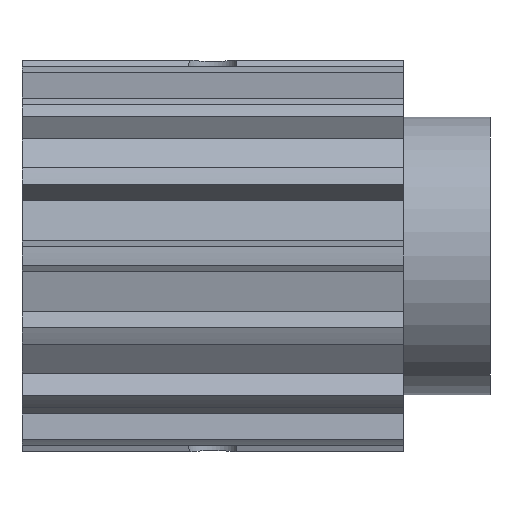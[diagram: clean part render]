
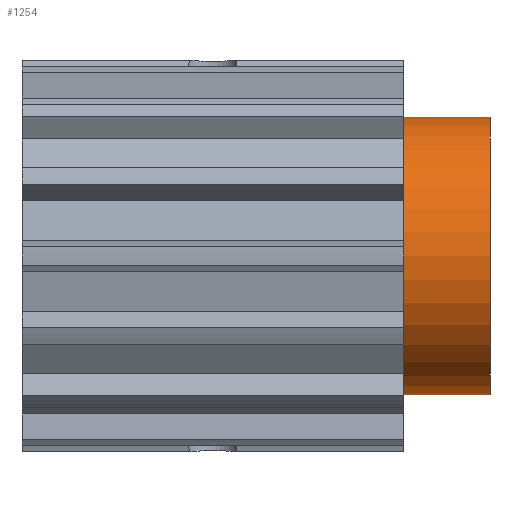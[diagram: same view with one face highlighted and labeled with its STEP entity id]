
A CAD part, front view. The second image highlights one B-rep face of the part: STEP entity #1254.
In plain terms, the highlighted cylindrical face has radius 8 mm (diameter 16 mm), a partial arc.
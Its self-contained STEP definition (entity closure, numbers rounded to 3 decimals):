
#18 = EDGE_CURVE ( 'NONE', #2392, #775, #2056, .T. ) ;
#68 = DIRECTION ( 'NONE',  ( -1., 0., 0. ) ) ;
#91 = CARTESIAN_POINT ( 'NONE',  ( 0., 0., 8. ) ) ;
#119 = VECTOR ( 'NONE', #1345, 1000. ) ;
#171 = VERTEX_POINT ( 'NONE', #91 ) ;
#179 = ORIENTED_EDGE ( 'NONE', *, *, #2300, .T. ) ;
#225 = AXIS2_PLACEMENT_3D ( 'NONE', #695, #68, #1485 ) ;
#322 = FACE_OUTER_BOUND ( 'NONE', #1071, .T. ) ;
#351 = CARTESIAN_POINT ( 'NONE',  ( -12.255, 0., -8. ) ) ;
#541 = CARTESIAN_POINT ( 'NONE',  ( -12.255, 0., 0. ) ) ;
#601 = CARTESIAN_POINT ( 'NONE',  ( -5., 0., 8. ) ) ;
#622 = EDGE_CURVE ( 'NONE', #171, #775, #781, .T. ) ;
#695 = CARTESIAN_POINT ( 'NONE',  ( -5., 0., 0. ) ) ;
#734 = LINE ( 'NONE', #351, #119 ) ;
#773 = DIRECTION ( 'NONE',  ( -1., 0., 0. ) ) ;
#775 = VERTEX_POINT ( 'NONE', #601 ) ;
#781 = LINE ( 'NONE', #2534, #839 ) ;
#835 = ORIENTED_EDGE ( 'NONE', *, *, #18, .F. ) ;
#839 = VECTOR ( 'NONE', #1466, 1000. ) ;
#1071 = EDGE_LOOP ( 'NONE', ( #2612, #179, #2127, #835 ) ) ;
#1254 = ADVANCED_FACE ( 'NONE', ( #322 ), #1880, .T. ) ;
#1345 = DIRECTION ( 'NONE',  ( -1., 0., 0. ) ) ;
#1466 = DIRECTION ( 'NONE',  ( -1., 0., 0. ) ) ;
#1485 = DIRECTION ( 'NONE',  ( 0., 0., 1. ) ) ;
#1545 = AXIS2_PLACEMENT_3D ( 'NONE', #541, #1773, #1562 ) ;
#1562 = DIRECTION ( 'NONE',  ( 0., 0., 1. ) ) ;
#1608 = CARTESIAN_POINT ( 'NONE',  ( -5., 0., -8. ) ) ;
#1630 = CARTESIAN_POINT ( 'NONE',  ( 0., 0., -8. ) ) ;
#1773 = DIRECTION ( 'NONE',  ( -1., 0., 0. ) ) ;
#1789 = EDGE_CURVE ( 'NONE', #2451, #2392, #734, .T. ) ;
#1880 = CYLINDRICAL_SURFACE ( 'NONE', #1545, 8. ) ;
#1981 = CARTESIAN_POINT ( 'NONE',  ( 0., 0., 0. ) ) ;
#2056 = CIRCLE ( 'NONE', #225, 8. ) ;
#2062 = AXIS2_PLACEMENT_3D ( 'NONE', #1981, #773, #2205 ) ;
#2127 = ORIENTED_EDGE ( 'NONE', *, *, #622, .T. ) ;
#2205 = DIRECTION ( 'NONE',  ( 0., 0., 1. ) ) ;
#2300 = EDGE_CURVE ( 'NONE', #2451, #171, #2654, .T. ) ;
#2392 = VERTEX_POINT ( 'NONE', #1608 ) ;
#2451 = VERTEX_POINT ( 'NONE', #1630 ) ;
#2534 = CARTESIAN_POINT ( 'NONE',  ( -12.255, 0., 8. ) ) ;
#2612 = ORIENTED_EDGE ( 'NONE', *, *, #1789, .F. ) ;
#2654 = CIRCLE ( 'NONE', #2062, 8. ) ;
